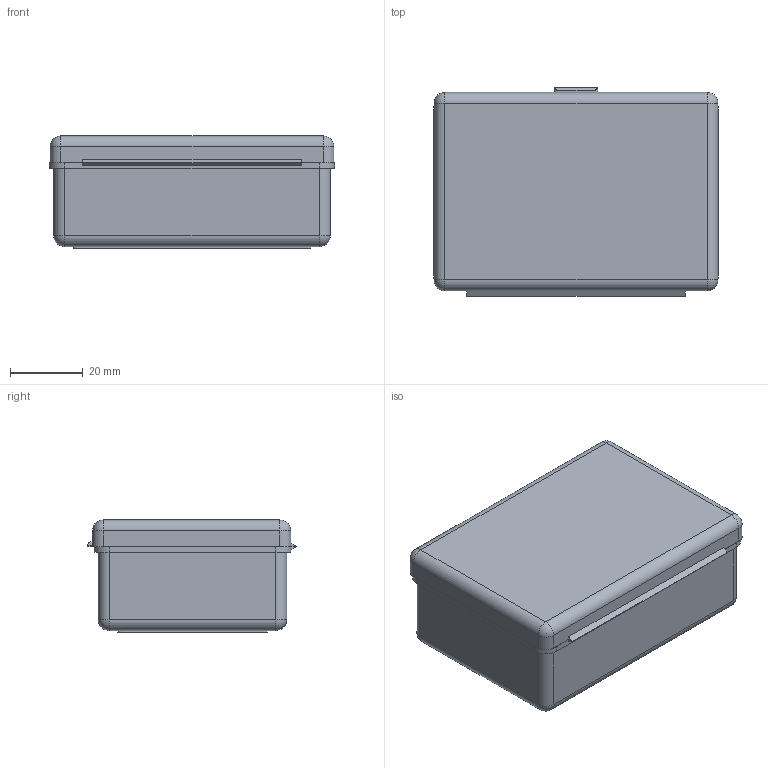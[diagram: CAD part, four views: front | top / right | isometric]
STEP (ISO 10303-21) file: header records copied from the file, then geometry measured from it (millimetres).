
FILE_DESCRIPTION (( 'STEP AP214' ), '1' );
FILE_NAME ('B161 Êîðîáêà ïëàñòèêîâàÿ, 75x50x28 ìì.STEP', '2020-01-23T07:23:10', ( 'Ïîëüçîâàòåëü Windows' ), ( '' ), 'SwSTEP 2.0', 'SolidWorks 2019', '' );
FILE_SCHEMA (( 'AUTOMOTIVE_DESIGN' ));
Length unit declared in the file: millimetre
Products named in the file (3): B161 Êðûøêà_00; B161 澎觐耱黖00; B161 Êîðîáêà ïëàñòèêîâàÿ, 75x50x28 ìì
Assembly tree (2 placements, depth 2):
  B161 Êîðîáêà ïëàñòèêîâàÿ, 75x50x28 ìì
    B161 澎觐耱黖00
    B161 Êðûøêà_00
Bounding box: 78.3 x 57.3 x 30.8 mm (x, y, z)
Volume: 18948.2 mm3; surface area: 33313.9 mm2
Topology: 7 solids, 7 shells, 188 faces, 442 edges, 266 vertices
Faces by surface type: plane 84, cylinder 82, sphere 12, torus 10
Entity records: 5417 total; most frequent: CARTESIAN_POINT 997, DIRECTION 918, ORIENTED_EDGE 860, EDGE_CURVE 430, AXIS2_PLACEMENT_3D 323, VECTOR 272, LINE 272, VERTEX_POINT 266
